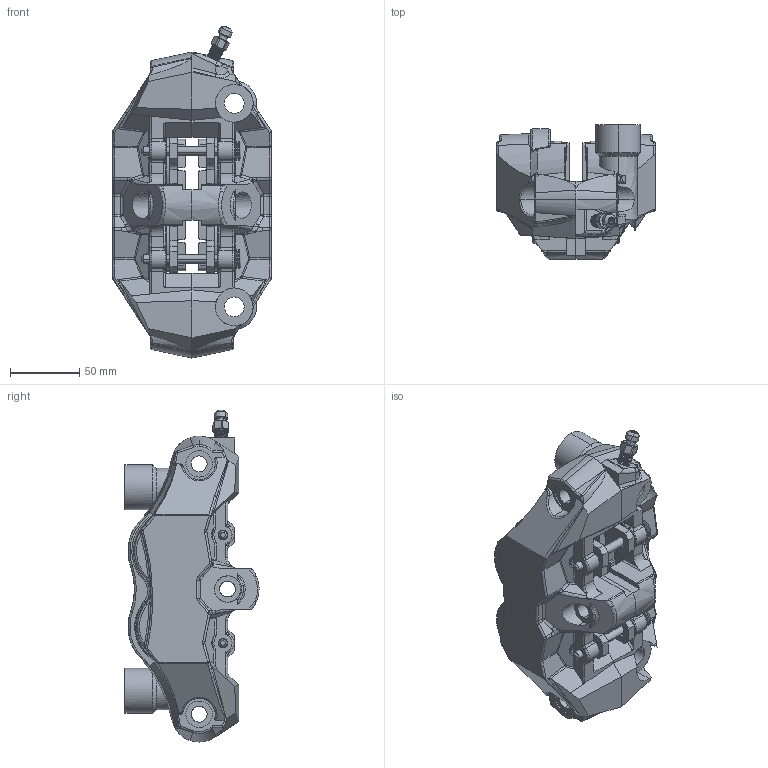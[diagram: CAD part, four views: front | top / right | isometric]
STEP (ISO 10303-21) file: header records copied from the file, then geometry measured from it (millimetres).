
FILE_DESCRIPTION(('FreeCAD Model'),'2;1');
FILE_NAME('Open CASCADE Shape Model','2025-04-17T10:19:27',('FreeCAD'),( 'FreeCAD'),'Open CASCADE STEP processor 7.6','FreeCAD','Unknown');
FILE_SCHEMA(('AUTOMOTIVE_DESIGN { 1 0 10303 214 1 1 1 1 }'));
Products named in the file (1): Open CASCADE STEP translator 7.6 1
Bounding box: 114.62 x 96.88 x 239.86 mm (x, y, z)
Volume: 824092.3 mm3; surface area: 233282.4 mm2
Topology: 16 solids, 16 shells, 1609 faces, 3900 edges, 2327 vertices
Faces by surface type: bspline 1609
Entity records: 55157 total; most frequent: CARTESIAN_POINT 33808, ORIENTED_EDGE 7714, EDGE_CURVE 3857, VERTEX_POINT 2327, B_SPLINE_CURVE_WITH_KNOTS 2005, FACE_BOUND 1710, EDGE_LOOP 1710, ADVANCED_FACE 1609
